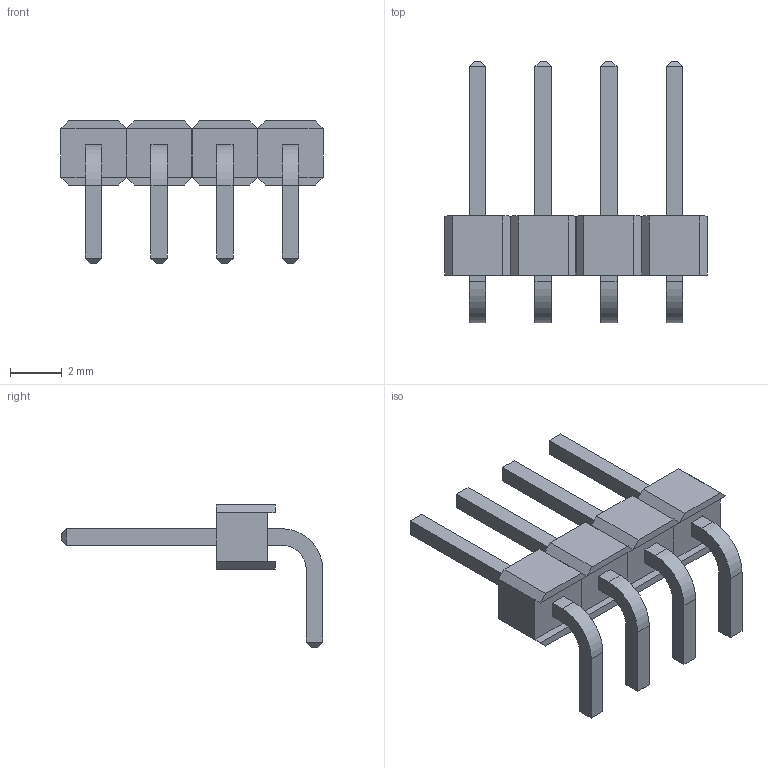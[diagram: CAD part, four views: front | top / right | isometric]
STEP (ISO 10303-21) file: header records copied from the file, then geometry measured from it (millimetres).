
FILE_DESCRIPTION (( 'STEP AP214' ), '1' );
FILE_NAME ('User Library-Header_Male_RA_Low_4Pin.STEP', '2014-03-23T06:36:22', ( 'Windows User' ), ( '' ), 'SwSTEP 2.0', 'SolidWorks 2014', '' );
FILE_SCHEMA (( 'AUTOMOTIVE_DESIGN' ));
Length unit declared in the file: millimetre
Products named in the file (3): User Library-Header_Male_RA_Low_4Pin_PinArray; User Library-Header_Male_RA_Low_4Pin_BodyArray; User Library-Header_Male_RA_Low_4Pin
Assembly tree (2 placements, depth 2):
  User Library-Header_Male_RA_Low_4Pin
    User Library-Header_Male_RA_Low_4Pin_BodyArray
    User Library-Header_Male_RA_Low_4Pin_PinArray
Bounding box: 10.16 x 10.13 x 5.51 mm (x, y, z)
Volume: 69.1 mm3; surface area: 292.5 mm2
Topology: 8 solids, 8 shells, 144 faces, 336 edges, 208 vertices
Faces by surface type: plane 136, cylinder 8
Entity records: 5736 total; most frequent: CARTESIAN_POINT 693, ORIENTED_EDGE 672, DIRECTION 650, EDGE_CURVE 336, LINE 320, VECTOR 320, VERTEX_POINT 208, AXIS2_PLACEMENT_3D 165
